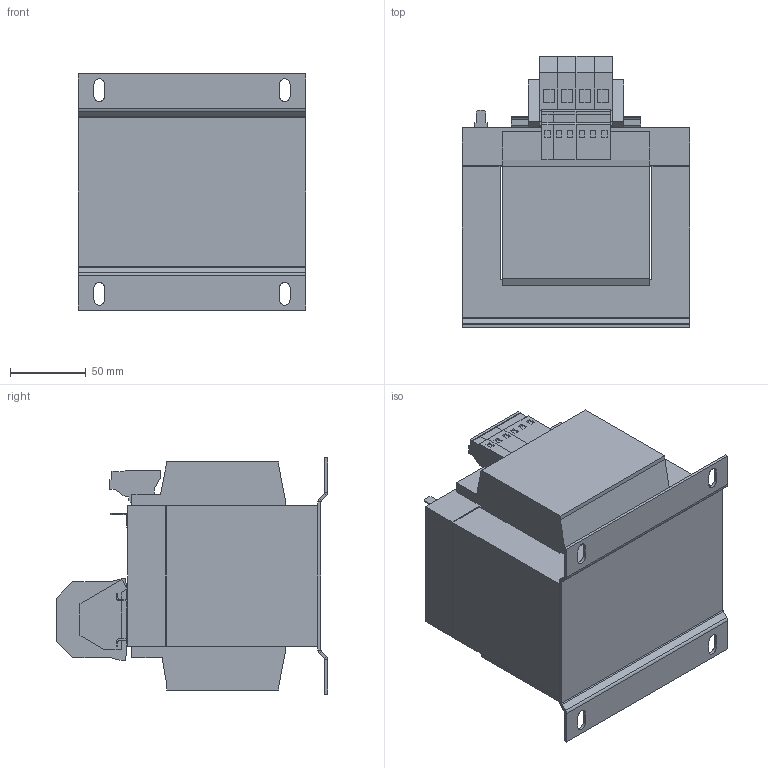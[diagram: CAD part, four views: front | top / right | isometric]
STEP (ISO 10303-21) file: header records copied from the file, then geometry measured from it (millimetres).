
FILE_DESCRIPTION (( 'STEP AP214' ), '1' );
FILE_NAME ('268532.STEP', '2020-07-24T07:58:09', ( '' ), ( '' ), 'SwSTEP 2.0', 'SolidWorks 2018', '' );
FILE_SCHEMA (( 'AUTOMOTIVE_DESIGN' ));
Length unit declared in the file: millimetre
Products named in the file (1): 268532
Bounding box: 150 x 178.6 x 155.4 mm (x, y, z)
Volume: 2369588.2 mm3; surface area: 196149.7 mm2
Topology: 1 solids, 1 shells, 416 faces, 1045 edges, 656 vertices
Faces by surface type: plane 354, cylinder 62
Entity records: 12231 total; most frequent: CARTESIAN_POINT 2154, ORIENTED_EDGE 2090, DIRECTION 2003, EDGE_CURVE 1045, LINE 913, VECTOR 913, VERTEX_POINT 656, AXIS2_PLACEMENT_3D 545
